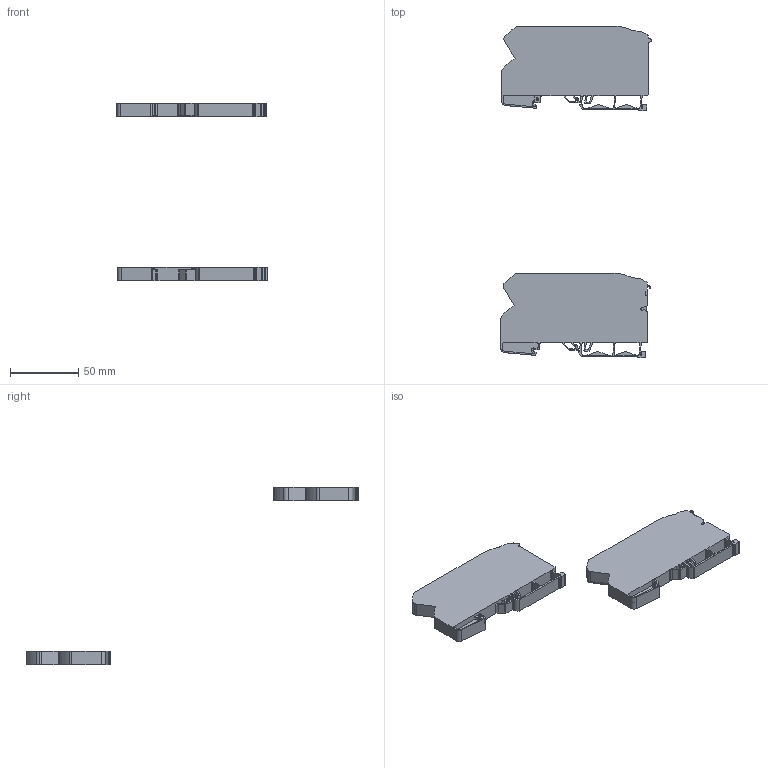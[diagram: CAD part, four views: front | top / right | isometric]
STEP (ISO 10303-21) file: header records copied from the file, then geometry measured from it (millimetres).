
FILE_DESCRIPTION (( 'STEP AP214' ), '1' );
FILE_NAME ('GECP-24V-SS.STEP', '2022-10-14T14:31:53', ( '' ), ( '' ), 'SwSTEP 2.0', 'SolidWorks 2021', '' );
FILE_SCHEMA (( 'AUTOMOTIVE_DESIGN' ));
Length unit declared in the file: inch
Products named in the file (1): GECP-24V-SS
Bounding box: 110.2 x 243.2 x 130 mm (x, y, z)
Volume: 107922.4 mm3; surface area: 35363.3 mm2
Topology: 2 solids, 3 shells, 638 faces, 1861 edges, 1233 vertices
Faces by surface type: plane 312, cylinder 299, cone 19, bspline 8
Entity records: 29769 total; most frequent: CARTESIAN_POINT 3981, ORIENTED_EDGE 3722, DIRECTION 3721, EDGE_CURVE 1861, AXIS2_PLACEMENT_3D 1265, VERTEX_POINT 1233, LINE 1191, VECTOR 1191
